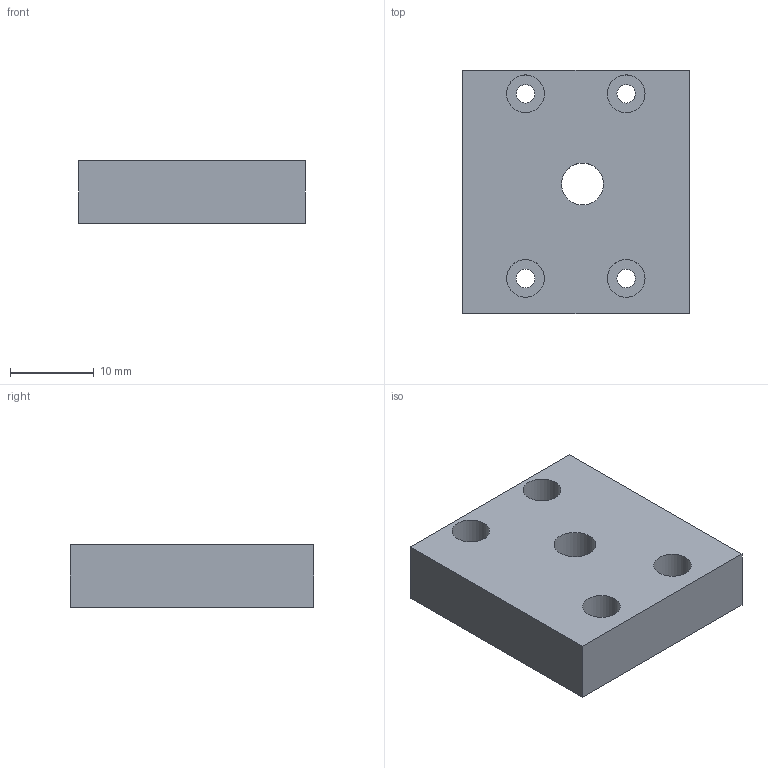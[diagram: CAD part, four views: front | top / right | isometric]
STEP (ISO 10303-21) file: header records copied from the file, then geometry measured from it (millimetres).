
FILE_DESCRIPTION(/* description */ (''),/* implementation_level */ '2;1');
FILE_NAME(/* name */ 'Needle cam mount.step',/* time_stamp */ '2023-10-20T11:42:04+09:00',/* author */ (''),/* organization */ (''),/* preprocessor_version */ 'ST-DEVELOPER v20',/* originating_system */ 'Autodesk Translation Framework v12.9.0.99',/* authorisation */ '');
FILE_SCHEMA (('AUTOMOTIVE_DESIGN { 1 0 10303 214 3 1 1 }'));
Length unit declared in the file: millimetre
Products named in the file (1): Needle cam mount
Bounding box: 26.95 x 29 x 7.45 mm (x, y, z)
Volume: 5318.4 mm3; surface area: 2794.1 mm2
Topology: 1 solids, 1 shells, 19 faces, 39 edges, 26 vertices
Faces by surface type: plane 10, cylinder 9
Full cylindrical faces by diameter (mm): 2.2 x4, 4.5 x4, 5 x1
Entity records: 564 total; most frequent: DIRECTION 97, CARTESIAN_POINT 85, ORIENTED_EDGE 78, EDGE_CURVE 39, AXIS2_PLACEMENT_3D 38, EDGE_LOOP 33, VERTEX_POINT 26, LINE 21
